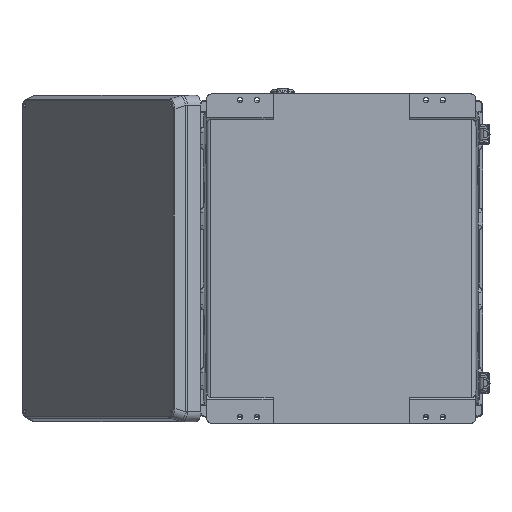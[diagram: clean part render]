
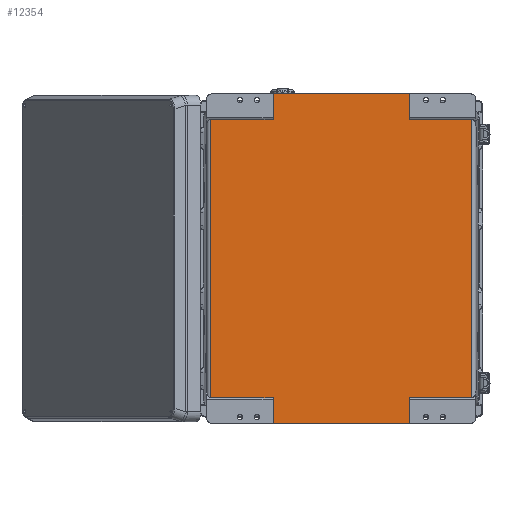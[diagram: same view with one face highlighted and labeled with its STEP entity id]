
A CAD part, front view. The second image highlights one B-rep face of the part: STEP entity #12354.
In plain terms, the highlighted planar face has unit normal (0, -1, 0).
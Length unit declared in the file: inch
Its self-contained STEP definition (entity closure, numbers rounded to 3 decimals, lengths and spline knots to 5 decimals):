
#507 = DIRECTION ( 'NONE',  ( 0., 0., 1. ) ) ;
#666 = VERTEX_POINT ( 'NONE', #88536 ) ;
#1206 = EDGE_CURVE ( 'NONE', #55247, #18125, #81960, .T. ) ;
#1602 = VECTOR ( 'NONE', #11170, 39.37008 ) ;
#4853 = DIRECTION ( 'NONE',  ( 1., 0., 0. ) ) ;
#5130 = ORIENTED_EDGE ( 'NONE', *, *, #52492, .T. ) ;
#6840 = LINE ( 'NONE', #83269, #27273 ) ;
#8392 = VERTEX_POINT ( 'NONE', #71409 ) ;
#8667 = LINE ( 'NONE', #70831, #62774 ) ;
#9300 = CARTESIAN_POINT ( 'NONE',  ( -8.11811, 0.05906, -17.96858 ) ) ;
#9486 = VECTOR ( 'NONE', #507, 39.37008 ) ;
#11170 = DIRECTION ( 'NONE',  ( 0., 0., 1. ) ) ;
#11898 = VERTEX_POINT ( 'NONE', #66428 ) ;
#12354 = ADVANCED_FACE ( 'NONE', ( #26150 ), #19250, .F. ) ;
#13572 = EDGE_CURVE ( 'NONE', #18125, #68084, #61155, .T. ) ;
#14085 = EDGE_CURVE ( 'NONE', #75995, #8392, #38777, .T. ) ;
#14602 = ORIENTED_EDGE ( 'NONE', *, *, #16721, .T. ) ;
#14690 = CARTESIAN_POINT ( 'NONE',  ( 4.03163, 0.05906, -1.51961 ) ) ;
#15797 = CARTESIAN_POINT ( 'NONE',  ( -4.03163, 0.05906, -1.51961 ) ) ;
#15863 = VERTEX_POINT ( 'NONE', #80419 ) ;
#16721 = EDGE_CURVE ( 'NONE', #666, #11898, #38352, .T. ) ;
#18125 = VERTEX_POINT ( 'NONE', #50293 ) ;
#18392 = DIRECTION ( 'NONE',  ( -1., 0., 0. ) ) ;
#19250 = PLANE ( 'NONE',  #90244 ) ;
#20279 = DIRECTION ( 'NONE',  ( 0., 0., -1. ) ) ;
#21684 = VECTOR ( 'NONE', #4853, 39.37008 ) ;
#22216 = ORIENTED_EDGE ( 'NONE', *, *, #77731, .F. ) ;
#22810 = EDGE_CURVE ( 'NONE', #666, #55247, #8667, .T. ) ;
#23533 = CARTESIAN_POINT ( 'NONE',  ( -4.03163, 0.05906, 0.85787 ) ) ;
#25010 = CARTESIAN_POINT ( 'NONE',  ( 7.73754, 0.05906, -1.51961 ) ) ;
#26150 = FACE_OUTER_BOUND ( 'NONE', #38163, .T. ) ;
#27273 = VECTOR ( 'NONE', #41415, 39.37008 ) ;
#31293 = ORIENTED_EDGE ( 'NONE', *, *, #14085, .T. ) ;
#31730 = CARTESIAN_POINT ( 'NONE',  ( 8.11811, 0.05906, -19.48819 ) ) ;
#33273 = CARTESIAN_POINT ( 'NONE',  ( -4.03163, 0.05906, -19.48819 ) ) ;
#34162 = CARTESIAN_POINT ( 'NONE',  ( 8.11811, 0.05906, 0. ) ) ;
#34217 = DIRECTION ( 'NONE',  ( 0., 0., 1. ) ) ;
#34394 = LINE ( 'NONE', #77591, #43823 ) ;
#35082 = ORIENTED_EDGE ( 'NONE', *, *, #13572, .F. ) ;
#38163 = EDGE_LOOP ( 'NONE', ( #48497, #31293, #5130, #35082, #89210, #86599, #14602, #49499, #61311, #52404, #61231, #22216 ) ) ;
#38352 = LINE ( 'NONE', #25010, #1602 ) ;
#38777 = LINE ( 'NONE', #9300, #75505 ) ;
#40399 = CARTESIAN_POINT ( 'NONE',  ( 4.03163, 0.05906, 0.85787 ) ) ;
#40609 = LINE ( 'NONE', #34162, #44712 ) ;
#41415 = DIRECTION ( 'NONE',  ( 0., 0., -1. ) ) ;
#41863 = EDGE_CURVE ( 'NONE', #75995, #90097, #76546, .T. ) ;
#43823 = VECTOR ( 'NONE', #68915, 39.37008 ) ;
#44712 = VECTOR ( 'NONE', #90748, 39.37008 ) ;
#46949 = VERTEX_POINT ( 'NONE', #15797 ) ;
#48497 = ORIENTED_EDGE ( 'NONE', *, *, #41863, .F. ) ;
#48746 = CARTESIAN_POINT ( 'NONE',  ( -7.73754, 0.05906, -17.96858 ) ) ;
#49499 = ORIENTED_EDGE ( 'NONE', *, *, #78774, .T. ) ;
#50293 = CARTESIAN_POINT ( 'NONE',  ( 4.03163, 0.05906, -19.48819 ) ) ;
#50891 = VECTOR ( 'NONE', #20279, 39.37008 ) ;
#51204 = VECTOR ( 'NONE', #34217, 39.37008 ) ;
#51213 = DIRECTION ( 'NONE',  ( 1., 0., 0. ) ) ;
#51381 = EDGE_CURVE ( 'NONE', #46949, #15863, #64494, .T. ) ;
#52404 = ORIENTED_EDGE ( 'NONE', *, *, #68405, .T. ) ;
#52492 = EDGE_CURVE ( 'NONE', #8392, #68084, #6840, .T. ) ;
#55169 = CARTESIAN_POINT ( 'NONE',  ( -7.73754, 0.05906, -1.51961 ) ) ;
#55247 = VERTEX_POINT ( 'NONE', #71213 ) ;
#56074 = CARTESIAN_POINT ( 'NONE',  ( 4.03163, 0.05906, 0. ) ) ;
#59197 = VECTOR ( 'NONE', #18392, 39.37008 ) ;
#59715 = DIRECTION ( 'NONE',  ( 0., 0., 1. ) ) ;
#61155 = LINE ( 'NONE', #31730, #59197 ) ;
#61231 = ORIENTED_EDGE ( 'NONE', *, *, #51381, .F. ) ;
#61311 = ORIENTED_EDGE ( 'NONE', *, *, #78659, .T. ) ;
#61715 = CARTESIAN_POINT ( 'NONE',  ( 4.03163, 0.05906, -20.34606 ) ) ;
#62774 = VECTOR ( 'NONE', #71290, 39.37008 ) ;
#64494 = LINE ( 'NONE', #23533, #9486 ) ;
#66428 = CARTESIAN_POINT ( 'NONE',  ( 7.73754, 0.05906, -1.51961 ) ) ;
#67103 = CARTESIAN_POINT ( 'NONE',  ( 8.11811, 0.05906, -1.51961 ) ) ;
#67448 = LINE ( 'NONE', #75268, #21684 ) ;
#68084 = VERTEX_POINT ( 'NONE', #33273 ) ;
#68405 = EDGE_CURVE ( 'NONE', #85221, #15863, #40609, .T. ) ;
#68915 = DIRECTION ( 'NONE',  ( -1., 0., 0. ) ) ;
#69392 = DIRECTION ( 'NONE',  ( 0., 0., 1. ) ) ;
#70831 = CARTESIAN_POINT ( 'NONE',  ( 8.11811, 0.05906, -17.96858 ) ) ;
#71213 = CARTESIAN_POINT ( 'NONE',  ( 4.03163, 0.05906, -17.96858 ) ) ;
#71290 = DIRECTION ( 'NONE',  ( -1., 0., 0. ) ) ;
#71409 = CARTESIAN_POINT ( 'NONE',  ( -4.03163, 0.05906, -17.96858 ) ) ;
#75268 = CARTESIAN_POINT ( 'NONE',  ( -8.11811, 0.05906, -1.51961 ) ) ;
#75505 = VECTOR ( 'NONE', #51213, 39.37008 ) ;
#75995 = VERTEX_POINT ( 'NONE', #48746 ) ;
#76546 = LINE ( 'NONE', #76994, #51204 ) ;
#76994 = CARTESIAN_POINT ( 'NONE',  ( -7.73754, 0.05906, -1.51961 ) ) ;
#77591 = CARTESIAN_POINT ( 'NONE',  ( 8.11811, 0.05906, -1.51961 ) ) ;
#77731 = EDGE_CURVE ( 'NONE', #90097, #46949, #67448, .T. ) ;
#78074 = VERTEX_POINT ( 'NONE', #14690 ) ;
#78659 = EDGE_CURVE ( 'NONE', #78074, #85221, #81355, .T. ) ;
#78774 = EDGE_CURVE ( 'NONE', #11898, #78074, #34394, .T. ) ;
#80419 = CARTESIAN_POINT ( 'NONE',  ( -4.03163, 0.05906, 0. ) ) ;
#81355 = LINE ( 'NONE', #40399, #89428 ) ;
#81960 = LINE ( 'NONE', #61715, #50891 ) ;
#83269 = CARTESIAN_POINT ( 'NONE',  ( -4.03163, 0.05906, -20.34606 ) ) ;
#84522 = DIRECTION ( 'NONE',  ( 0., 1., 0. ) ) ;
#85221 = VERTEX_POINT ( 'NONE', #56074 ) ;
#86599 = ORIENTED_EDGE ( 'NONE', *, *, #22810, .F. ) ;
#88536 = CARTESIAN_POINT ( 'NONE',  ( 7.73754, 0.05906, -17.96858 ) ) ;
#89210 = ORIENTED_EDGE ( 'NONE', *, *, #1206, .F. ) ;
#89428 = VECTOR ( 'NONE', #59715, 39.37008 ) ;
#90097 = VERTEX_POINT ( 'NONE', #55169 ) ;
#90244 = AXIS2_PLACEMENT_3D ( 'NONE', #67103, #84522, #69392 ) ;
#90748 = DIRECTION ( 'NONE',  ( -1., 0., 0. ) ) ;
